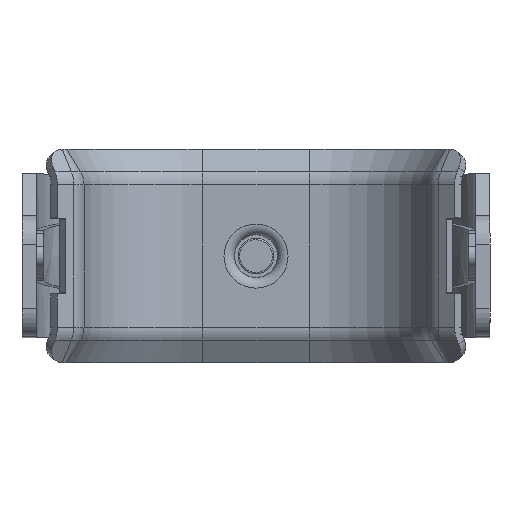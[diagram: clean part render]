
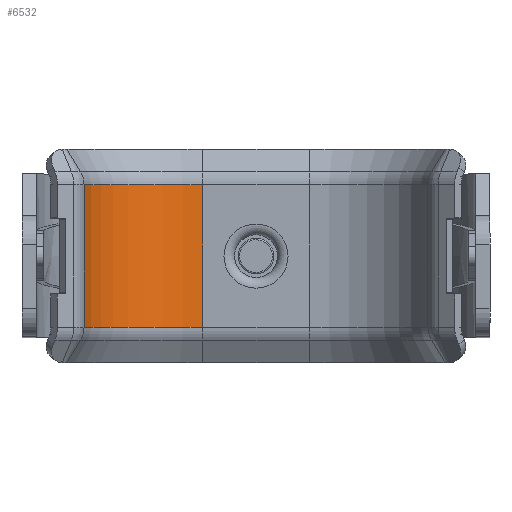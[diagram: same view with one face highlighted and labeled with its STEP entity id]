
A CAD part, top view. The second image highlights one B-rep face of the part: STEP entity #6532.
In plain terms, the highlighted cylindrical face has radius 17.251 mm (diameter 34.501 mm), a partial arc.
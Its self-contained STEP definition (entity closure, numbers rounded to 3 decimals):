
#640=FACE_OUTER_BOUND('',#1050,.T.);
#1050=EDGE_LOOP('',(#4606,#4607,#4608,#4609));
#1465=LINE('',#9577,#1940);
#1490=LINE('',#9698,#1965);
#1940=VECTOR('',#7777,10.);
#1965=VECTOR('',#7900,10.);
#2429=CIRCLE('',#7080,17.251);
#2430=CIRCLE('',#7082,17.251);
#2741=VERTEX_POINT('',#9574);
#2742=VERTEX_POINT('',#9576);
#2770=VERTEX_POINT('',#9693);
#2771=VERTEX_POINT('',#9697);
#3389=EDGE_CURVE('',#2742,#2741,#1465,.T.);
#3441=EDGE_CURVE('',#2771,#2770,#1490,.T.);
#3464=EDGE_CURVE('',#2741,#2770,#2429,.T.);
#3465=EDGE_CURVE('',#2742,#2771,#2430,.T.);
#4606=ORIENTED_EDGE('',*,*,#3389,.T.);
#4607=ORIENTED_EDGE('',*,*,#3464,.T.);
#4608=ORIENTED_EDGE('',*,*,#3441,.F.);
#4609=ORIENTED_EDGE('',*,*,#3465,.F.);
#6390=CYLINDRICAL_SURFACE('',#7081,17.251);
#6532=ADVANCED_FACE('',(#640),#6390,.F.);
#7080=AXIS2_PLACEMENT_3D('',#9758,#7956,#7957);
#7081=AXIS2_PLACEMENT_3D('',#9759,#7958,#7959);
#7082=AXIS2_PLACEMENT_3D('',#9760,#7960,#7961);
#7777=DIRECTION('',(-1.,0.,0.));
#7900=DIRECTION('',(-1.,0.,0.));
#7956=DIRECTION('center_axis',(-1.,0.,0.));
#7957=DIRECTION('ref_axis',(0.,0.766,-0.643));
#7958=DIRECTION('center_axis',(-1.,0.,0.));
#7959=DIRECTION('ref_axis',(0.,0.419,0.908));
#7960=DIRECTION('center_axis',(-1.,0.,0.));
#7961=DIRECTION('ref_axis',(0.,0.766,-0.643));
#9574=CARTESIAN_POINT('',(-25.025,-12.292,-37.985));
#9576=CARTESIAN_POINT('',(-4.975,-12.292,-37.985));
#9577=CARTESIAN_POINT('',(-25.025,-12.292,-37.985));
#9693=CARTESIAN_POINT('',(-25.025,-32.737,-42.56));
#9697=CARTESIAN_POINT('',(-4.975,-32.737,-42.56));
#9698=CARTESIAN_POINT('',(-25.025,-32.737,-42.56));
#9758=CARTESIAN_POINT('Origin',(-25.025,-25.507,-26.897));
#9759=CARTESIAN_POINT('Origin',(-15.,-25.507,-26.897));
#9760=CARTESIAN_POINT('Origin',(-4.975,-25.507,-26.897));
